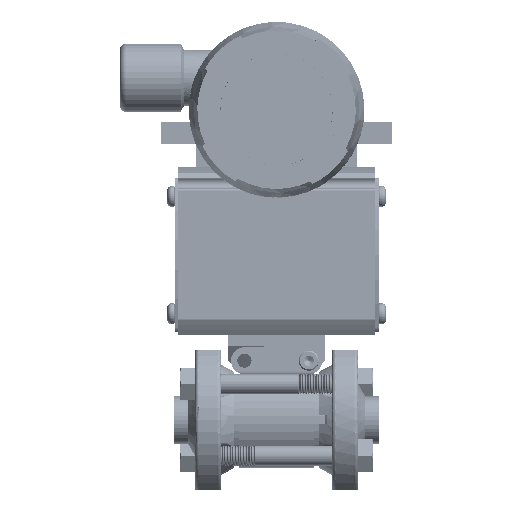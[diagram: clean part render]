
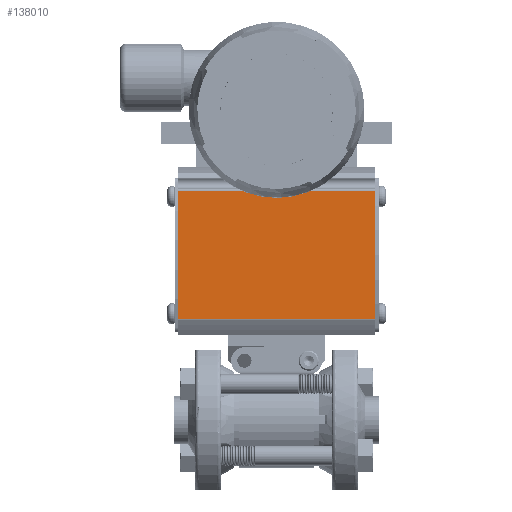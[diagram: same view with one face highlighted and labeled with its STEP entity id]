
A CAD part, top view. The second image highlights one B-rep face of the part: STEP entity #138010.
In plain terms, the highlighted planar face has unit normal (0, 0, 1).
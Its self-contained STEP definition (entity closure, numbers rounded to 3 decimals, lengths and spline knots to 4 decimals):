
#2448 = VERTEX_POINT ( 'NONE', #74206 ) ;
#3959 = CARTESIAN_POINT ( 'NONE',  ( -5.0403, 1.5679, 1.17 ) ) ;
#14525 = EDGE_LOOP ( 'NONE', ( #144390, #50670, #30696, #99745 ) ) ;
#16122 = DIRECTION ( 'NONE',  ( 1., 0., 0. ) ) ;
#19341 = DIRECTION ( 'NONE',  ( 0., -1., 0. ) ) ;
#21252 = EDGE_CURVE ( 'NONE', #46040, #23473, #115308, .T. ) ;
#21755 = VECTOR ( 'NONE', #61892, 39.3701 ) ;
#23473 = VERTEX_POINT ( 'NONE', #24538 ) ;
#24538 = CARTESIAN_POINT ( 'NONE',  ( 1.5275, 1.5679, 1.17 ) ) ;
#30696 = ORIENTED_EDGE ( 'NONE', *, *, #67068, .F. ) ;
#33916 = CARTESIAN_POINT ( 'NONE',  ( -1.5275, 1.5679, 1.17 ) ) ;
#34586 = FACE_OUTER_BOUND ( 'NONE', #14525, .T. ) ;
#37032 = VERTEX_POINT ( 'NONE', #141285 ) ;
#40874 = LINE ( 'NONE', #107660, #101281 ) ;
#43114 = CARTESIAN_POINT ( 'NONE',  ( -5.0403, 3.5694, 1.17 ) ) ;
#46040 = VERTEX_POINT ( 'NONE', #33916 ) ;
#50670 = ORIENTED_EDGE ( 'NONE', *, *, #73072, .T. ) ;
#54064 = CARTESIAN_POINT ( 'NONE',  ( 1.5275, 3.5694, 1.17 ) ) ;
#57892 = AXIS2_PLACEMENT_3D ( 'NONE', #43114, #91650, #19341 ) ;
#61892 = DIRECTION ( 'NONE',  ( 0., 1., 0. ) ) ;
#67068 = EDGE_CURVE ( 'NONE', #46040, #37032, #121801, .T. ) ;
#73072 = EDGE_CURVE ( 'NONE', #2448, #37032, #40874, .T. ) ;
#74206 = CARTESIAN_POINT ( 'NONE',  ( 1.5275, 3.5621, 1.17 ) ) ;
#91650 = DIRECTION ( 'NONE',  ( 0., 0., -1. ) ) ;
#98898 = VECTOR ( 'NONE', #150625, 39.3701 ) ;
#99745 = ORIENTED_EDGE ( 'NONE', *, *, #21252, .T. ) ;
#101281 = VECTOR ( 'NONE', #119741, 39.3701 ) ;
#107660 = CARTESIAN_POINT ( 'NONE',  ( -5.0403, 3.5621, 1.17 ) ) ;
#115308 = LINE ( 'NONE', #3959, #147468 ) ;
#119741 = DIRECTION ( 'NONE',  ( -1., 0., 0. ) ) ;
#121801 = LINE ( 'NONE', #121925, #21755 ) ;
#121925 = CARTESIAN_POINT ( 'NONE',  ( -1.5275, 3.5694, 1.17 ) ) ;
#127190 = LINE ( 'NONE', #54064, #98898 ) ;
#127491 = PLANE ( 'NONE',  #57892 ) ;
#138010 = ADVANCED_FACE ( 'NONE', ( #34586 ), #127491, .F. ) ;
#141285 = CARTESIAN_POINT ( 'NONE',  ( -1.5275, 3.5621, 1.17 ) ) ;
#144390 = ORIENTED_EDGE ( 'NONE', *, *, #153551, .F. ) ;
#147468 = VECTOR ( 'NONE', #16122, 39.3701 ) ;
#150625 = DIRECTION ( 'NONE',  ( 0., -1., 0. ) ) ;
#153551 = EDGE_CURVE ( 'NONE', #2448, #23473, #127190, .T. ) ;
